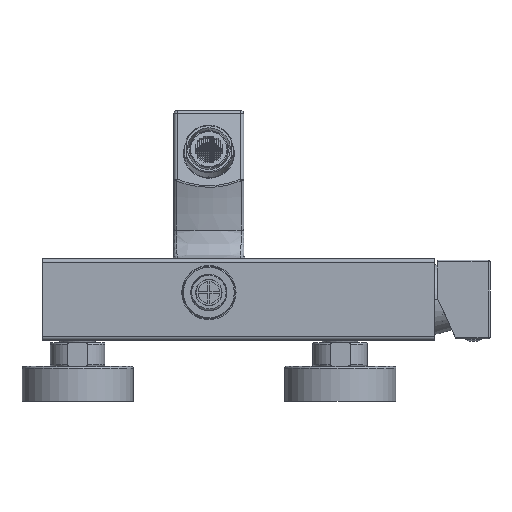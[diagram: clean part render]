
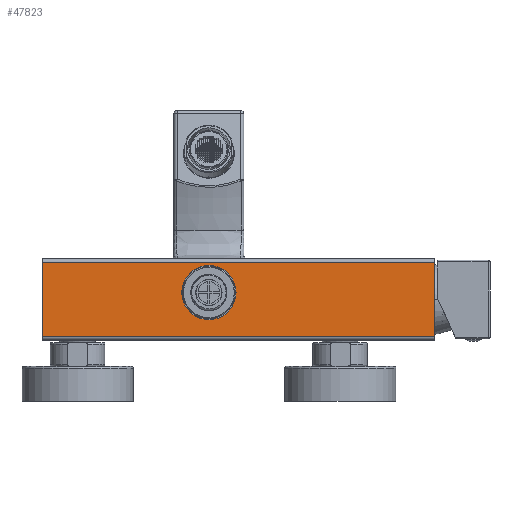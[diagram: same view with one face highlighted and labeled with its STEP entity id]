
A CAD part, front view. The second image highlights one B-rep face of the part: STEP entity #47823.
In plain terms, the highlighted planar face has unit normal (0, -1, 0).
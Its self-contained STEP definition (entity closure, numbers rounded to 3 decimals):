
#4776=DIRECTION('',(0.,0.,-1.));
#4777=VECTOR('',#4776,42.5);
#4778=CARTESIAN_POINT('',(0.,-23.25,21.25));
#4779=LINE('',#4778,#4777);
#4802=DIRECTION('',(0.,0.,-1.));
#4803=VECTOR('',#4802,42.5);
#4804=CARTESIAN_POINT('',(224.,-23.25,21.25));
#4805=LINE('',#4804,#4803);
#4942=DIRECTION('',(-1.,0.,0.));
#4943=VECTOR('',#4942,224.);
#4944=CARTESIAN_POINT('',(224.,-23.25,21.25));
#4945=LINE('',#4944,#4943);
#4946=DIRECTION('',(-1.,0.,0.));
#4947=VECTOR('',#4946,224.);
#4948=CARTESIAN_POINT('',(224.,-23.25,-21.25));
#4949=LINE('',#4948,#4947);
#4950=CARTESIAN_POINT('',(95.,-23.25,4.));
#4951=DIRECTION('',(0.,1.,0.));
#4952=DIRECTION('',(1.,0.,0.));
#4953=AXIS2_PLACEMENT_3D('',#4950,#4951,#4952);
#4955=CARTESIAN_POINT('',(95.,-23.25,4.));
#4956=DIRECTION('',(0.,1.,0.));
#4957=DIRECTION('',(-1.,0.,0.));
#4958=AXIS2_PLACEMENT_3D('',#4955,#4956,#4957);
#35535=CARTESIAN_POINT('',(110.5,-23.25,4.));
#35536=CARTESIAN_POINT('',(79.5,-23.25,4.));
#35537=VERTEX_POINT('',#35535);
#35538=VERTEX_POINT('',#35536);
#35613=CARTESIAN_POINT('',(0.,-23.25,21.25));
#35615=VERTEX_POINT('',#35613);
#35619=CARTESIAN_POINT('',(224.,-23.25,21.25));
#35620=VERTEX_POINT('',#35619);
#35621=CARTESIAN_POINT('',(0.,-23.25,-21.25));
#35622=VERTEX_POINT('',#35621);
#35623=CARTESIAN_POINT('',(224.,-23.25,-21.25));
#35624=VERTEX_POINT('',#35623);
#47806=CARTESIAN_POINT('',(0.,-23.25,23.25));
#47807=DIRECTION('',(0.,-1.,0.));
#47808=DIRECTION('',(0.,0.,-1.));
#47809=AXIS2_PLACEMENT_3D('',#47806,#47807,#47808);
#47810=PLANE('',#47809);
#47811=ORIENTED_EDGE('',*,*,#47624,.F.);
#47812=ORIENTED_EDGE('',*,*,#47646,.T.);
#47813=ORIENTED_EDGE('',*,*,#47792,.T.);
#47814=ORIENTED_EDGE('',*,*,#47600,.F.);
#47815=EDGE_LOOP('',(#47811,#47812,#47813,#47814));
#47816=FACE_OUTER_BOUND('',#47815,.F.);
#47818=ORIENTED_EDGE('',*,*,#47817,.F.);
#47820=ORIENTED_EDGE('',*,*,#47819,.F.);
#47821=EDGE_LOOP('',(#47818,#47820));
#47822=FACE_BOUND('',#47821,.F.);
#47823=ADVANCED_FACE('',(#47816,#47822),#47810,.T.);
#4954=CIRCLE('',#4953,15.5);
#4959=CIRCLE('',#4958,15.5);
#47600=EDGE_CURVE('',#35615,#35622,#4779,.T.);
#47624=EDGE_CURVE('',#35620,#35615,#4945,.T.);
#47646=EDGE_CURVE('',#35620,#35624,#4805,.T.);
#47792=EDGE_CURVE('',#35624,#35622,#4949,.T.);
#47817=EDGE_CURVE('',#35537,#35538,#4954,.T.);
#47819=EDGE_CURVE('',#35538,#35537,#4959,.T.);
